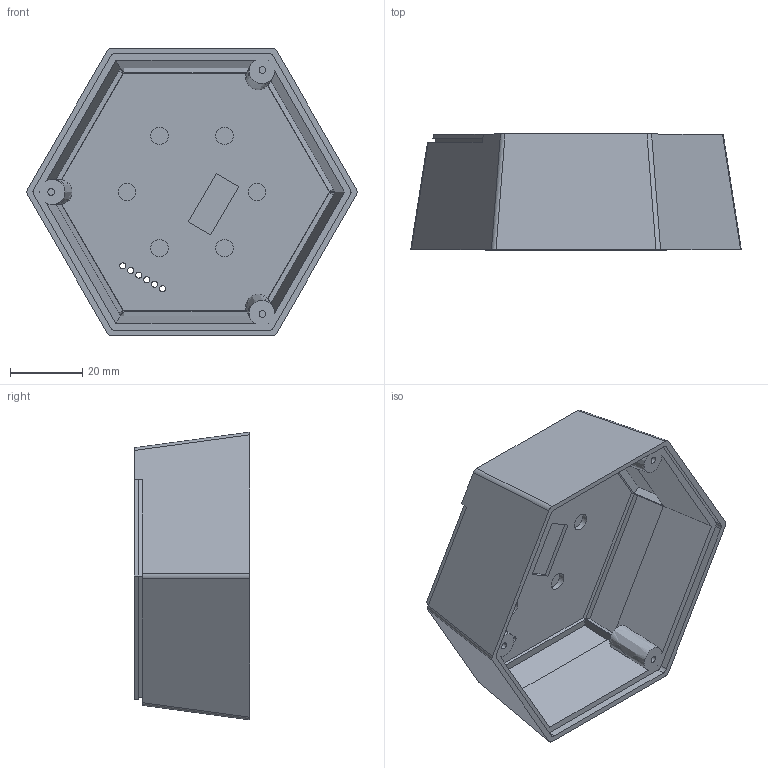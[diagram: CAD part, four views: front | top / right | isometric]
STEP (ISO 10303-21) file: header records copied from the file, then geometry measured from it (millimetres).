
FILE_DESCRIPTION(/* description */ (''),/* implementation_level */ '2;1');
FILE_NAME(/* name */ 'Main Module V1.step',/* time_stamp */ '2022-12-02T21:41:08+01:00',/* author */ (''),/* organization */ (''),/* preprocessor_version */ 'ST-DEVELOPER v19.2',/* originating_system */ 'Autodesk Translation Framework v11.17.0.187',/* authorisation */ '');
FILE_SCHEMA (('AUTOMOTIVE_DESIGN { 1 0 10303 214 3 1 1 }'));
Length unit declared in the file: millimetre
Products named in the file (2): Celluo MM V2.1 Top Lid Isolated; TopLid
Assembly tree (1 placements, depth 2):
  Celluo MM V2.1 Top Lid Isolated
    TopLid
Bounding box: 91.54 x 32 x 79.67 mm (x, y, z)
Volume: 29828.7 mm3; surface area: 26825.8 mm2
Topology: 1 solids, 1 shells, 186 faces, 480 edges, 317 vertices
Faces by surface type: plane 153, cylinder 27, bspline 6
Full cylindrical faces by diameter (mm): 1.7 x6, 1.85 x3, 4.81 x6
Entity records: 5720 total; most frequent: CARTESIAN_POINT 1040, ORIENTED_EDGE 960, DIRECTION 915, EDGE_CURVE 480, LINE 411, VECTOR 411, VERTEX_POINT 317, AXIS2_PLACEMENT_3D 252
